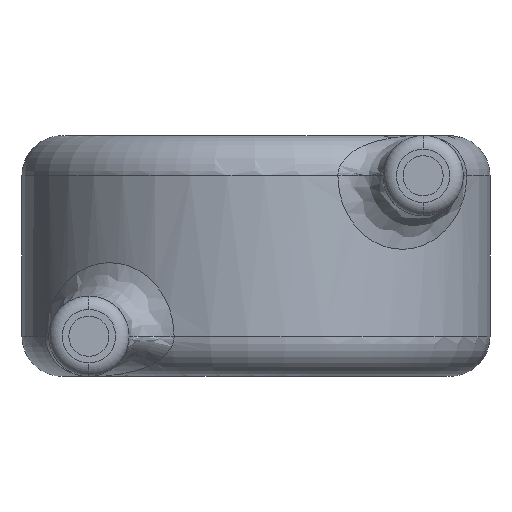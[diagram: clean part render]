
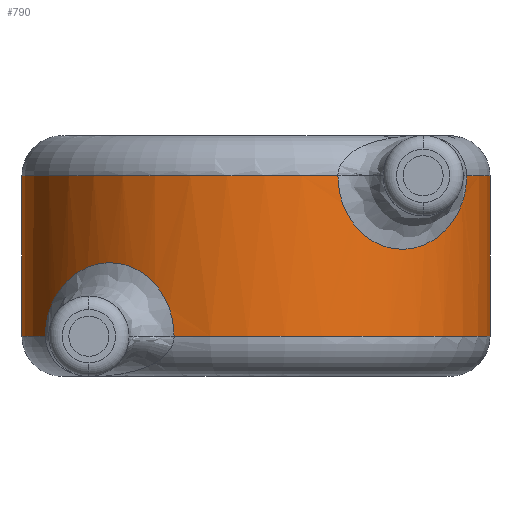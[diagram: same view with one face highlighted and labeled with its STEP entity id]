
A CAD part, front view. The second image highlights one B-rep face of the part: STEP entity #790.
In plain terms, the highlighted cylindrical face has radius 3.5 mm (diameter 7 mm), a partial arc.
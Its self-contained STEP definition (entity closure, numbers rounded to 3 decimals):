
#12 = CARTESIAN_POINT ( 'NONE',  ( -3.095, 3.864, -0.826 ) ) ;
#17 = CARTESIAN_POINT ( 'NONE',  ( -1.256, 2.232, -0.881 ) ) ;
#23 = CARTESIAN_POINT ( 'NONE',  ( 2.061, 2.667, 0.099 ) ) ;
#43 = DIRECTION ( 'NONE',  ( 0., 0., -1. ) ) ;
#63 = ORIENTED_EDGE ( 'NONE', *, *, #974, .T. ) ;
#69 = DIRECTION ( 'NONE',  ( 0., 0., -1. ) ) ;
#75 = DIRECTION ( 'NONE',  ( 0., 0., 1. ) ) ;
#81 = CYLINDRICAL_SURFACE ( 'NONE', #1149, 3.5 ) ;
#115 = CARTESIAN_POINT ( 'NONE',  ( -2.962, 3.631, -0.535 ) ) ;
#120 = CARTESIAN_POINT ( 'NONE',  ( -1.225, 2.221, -1.2 ) ) ;
#125 = CARTESIAN_POINT ( 'NONE',  ( 1.678, 2.426, 0.253 ) ) ;
#127 = VERTEX_POINT ( 'NONE', #998 ) ;
#132 = LINE ( 'NONE', #203, #383 ) ;
#163 = EDGE_CURVE ( 'NONE', #349, #206, #259, .T. ) ;
#194 = CIRCLE ( 'NONE', #1231, 3.5 ) ;
#197 = ORIENTED_EDGE ( 'NONE', *, *, #236, .T. ) ;
#203 = CARTESIAN_POINT ( 'NONE',  ( -3.5, 5.5, 1.8 ) ) ;
#206 = VERTEX_POINT ( 'NONE', #490 ) ;
#218 = CARTESIAN_POINT ( 'NONE',  ( -2.728, 3.303, -0.282 ) ) ;
#223 = CARTESIAN_POINT ( 'NONE',  ( 3.114, 3.903, 0.895 ) ) ;
#226 = CARTESIAN_POINT ( 'NONE',  ( 0., 5.5, 1.2 ) ) ;
#228 = CARTESIAN_POINT ( 'NONE',  ( 1.374, 2.28, 0.591 ) ) ;
#236 = EDGE_CURVE ( 'NONE', #1157, #870, #194, .T. ) ;
#259 = CIRCLE ( 'NONE', #526, 3.5 ) ;
#261 = CIRCLE ( 'NONE', #500, 3.5 ) ;
#300 = ORIENTED_EDGE ( 'NONE', *, *, #883, .T. ) ;
#305 = DIRECTION ( 'NONE',  ( 0., 0., -1. ) ) ;
#311 = ORIENTED_EDGE ( 'NONE', *, *, #1070, .T. ) ;
#320 = CARTESIAN_POINT ( 'NONE',  ( 3.15, 3.974, 1.2 ) ) ;
#321 = CARTESIAN_POINT ( 'NONE',  ( -2.425, 2.972, -0.125 ) ) ;
#326 = CARTESIAN_POINT ( 'NONE',  ( 3.024, 3.735, 0.639 ) ) ;
#331 = DIRECTION ( 'NONE',  ( 1., 0., 0. ) ) ;
#332 = CARTESIAN_POINT ( 'NONE',  ( 1.225, 2.221, 1.04 ) ) ;
#341 = B_SPLINE_CURVE_WITH_KNOTS ( 'NONE', 3,
 ( #320, #635, #850, #223, #952, #326, #1060, #442, #1168, #540, #1275, #639, #23, #750, #125, #853, #228, #957, #332, #1065 ),
 .UNSPECIFIED., .F., .F.,
 ( 4, 2, 2, 2, 2, 2, 2, 2, 2, 4 ),
 ( 0., 0., 0., 0.001, 0.001, 0.002, 0.002, 0.003, 0.003, 0.004 ),
 .UNSPECIFIED. ) ;
#349 = VERTEX_POINT ( 'NONE', #941 ) ;
#359 = VECTOR ( 'NONE', #1256, 1000. ) ;
#383 = VECTOR ( 'NONE', #305, 1000. ) ;
#392 = VERTEX_POINT ( 'NONE', #1233 ) ;
#438 = CARTESIAN_POINT ( 'NONE',  ( -2.061, 2.667, -0.099 ) ) ;
#439 = DIRECTION ( 'NONE',  ( 0., 0., 1. ) ) ;
#442 = CARTESIAN_POINT ( 'NONE',  ( 2.814, 3.414, 0.356 ) ) ;
#488 = VERTEX_POINT ( 'NONE', #1027 ) ;
#490 = CARTESIAN_POINT ( 'NONE',  ( 3.15, 3.974, 1.2 ) ) ;
#500 = AXIS2_PLACEMENT_3D ( 'NONE', #1056, #439, #1165 ) ;
#514 = EDGE_CURVE ( 'NONE', #392, #763, #1343, .T. ) ;
#523 = CARTESIAN_POINT ( 'NONE',  ( -3.15, 3.974, -1.12 ) ) ;
#526 = AXIS2_PLACEMENT_3D ( 'NONE', #697, #69, #802 ) ;
#533 = CARTESIAN_POINT ( 'NONE',  ( -1.678, 2.426, -0.253 ) ) ;
#540 = CARTESIAN_POINT ( 'NONE',  ( 2.534, 3.082, 0.166 ) ) ;
#623 = CARTESIAN_POINT ( 'NONE',  ( 3.5, 5.5, 1.8 ) ) ;
#630 = CARTESIAN_POINT ( 'NONE',  ( -3.114, 3.903, -0.895 ) ) ;
#634 = FACE_OUTER_BOUND ( 'NONE', #1274, .T. ) ;
#635 = CARTESIAN_POINT ( 'NONE',  ( 3.15, 3.974, 1.12 ) ) ;
#636 = CARTESIAN_POINT ( 'NONE',  ( -1.374, 2.28, -0.591 ) ) ;
#639 = CARTESIAN_POINT ( 'NONE',  ( 2.19, 2.765, 0.092 ) ) ;
#667 = CARTESIAN_POINT ( 'NONE',  ( 0., 5.5, 1.8 ) ) ;
#697 = CARTESIAN_POINT ( 'NONE',  ( 0., 5.5, 1.2 ) ) ;
#707 = CARTESIAN_POINT ( 'NONE',  ( 0., 5.5, -1.2 ) ) ;
#720 = B_SPLINE_CURVE_WITH_KNOTS ( 'NONE', 3,
 ( #1156, #523, #1264, #630, #12, #738, #115, #843, #218, #948, #321, #1053, #438, #1162, #533, #1269, #636, #17, #743, #120 ),
 .UNSPECIFIED., .F., .F.,
 ( 4, 2, 2, 2, 2, 2, 2, 2, 2, 4 ),
 ( 0., 0., 0., 0.001, 0.001, 0.002, 0.002, 0.003, 0.003, 0.004 ),
 .UNSPECIFIED. ) ;
#738 = CARTESIAN_POINT ( 'NONE',  ( -3.024, 3.735, -0.639 ) ) ;
#743 = CARTESIAN_POINT ( 'NONE',  ( -1.225, 2.221, -1.04 ) ) ;
#750 = CARTESIAN_POINT ( 'NONE',  ( 1.805, 2.497, 0.179 ) ) ;
#763 = VERTEX_POINT ( 'NONE', #765 ) ;
#765 = CARTESIAN_POINT ( 'NONE',  ( -3.5, 5.5, 1.2 ) ) ;
#790 = ADVANCED_FACE ( 'NONE', ( #634 ), #81, .T. ) ;
#802 = DIRECTION ( 'NONE',  ( 1., 0., 0. ) ) ;
#808 = DIRECTION ( 'NONE',  ( 1., 0., 0. ) ) ;
#835 = EDGE_CURVE ( 'NONE', #349, #870, #878, .T. ) ;
#842 = CARTESIAN_POINT ( 'NONE',  ( 3.5, 5.5, -1.2 ) ) ;
#843 = CARTESIAN_POINT ( 'NONE',  ( -2.814, 3.414, -0.356 ) ) ;
#850 = CARTESIAN_POINT ( 'NONE',  ( 3.142, 3.958, 1.041 ) ) ;
#853 = CARTESIAN_POINT ( 'NONE',  ( 1.462, 2.318, 0.46 ) ) ;
#870 = VERTEX_POINT ( 'NONE', #842 ) ;
#878 = LINE ( 'NONE', #623, #359 ) ;
#883 = EDGE_CURVE ( 'NONE', #206, #392, #341, .T. ) ;
#897 = AXIS2_PLACEMENT_3D ( 'NONE', #226, #954, #331 ) ;
#920 = ORIENTED_EDGE ( 'NONE', *, *, #514, .T. ) ;
#941 = CARTESIAN_POINT ( 'NONE',  ( 3.5, 5.5, 1.2 ) ) ;
#948 = CARTESIAN_POINT ( 'NONE',  ( -2.534, 3.082, -0.166 ) ) ;
#952 = CARTESIAN_POINT ( 'NONE',  ( 3.095, 3.864, 0.826 ) ) ;
#954 = DIRECTION ( 'NONE',  ( 0., 0., -1. ) ) ;
#957 = CARTESIAN_POINT ( 'NONE',  ( 1.256, 2.232, 0.881 ) ) ;
#974 = EDGE_CURVE ( 'NONE', #488, #127, #261, .T. ) ;
#979 = DIRECTION ( 'NONE',  ( -1., 0., 0. ) ) ;
#998 = CARTESIAN_POINT ( 'NONE',  ( -3.15, 3.974, -1.2 ) ) ;
#1027 = CARTESIAN_POINT ( 'NONE',  ( -3.5, 5.5, -1.2 ) ) ;
#1053 = CARTESIAN_POINT ( 'NONE',  ( -2.19, 2.765, -0.092 ) ) ;
#1056 = CARTESIAN_POINT ( 'NONE',  ( 0., 5.5, -1.2 ) ) ;
#1060 = CARTESIAN_POINT ( 'NONE',  ( 2.962, 3.631, 0.535 ) ) ;
#1065 = CARTESIAN_POINT ( 'NONE',  ( 1.225, 2.221, 1.2 ) ) ;
#1070 = EDGE_CURVE ( 'NONE', #763, #488, #132, .T. ) ;
#1149 = AXIS2_PLACEMENT_3D ( 'NONE', #667, #43, #979 ) ;
#1156 = CARTESIAN_POINT ( 'NONE',  ( -3.15, 3.974, -1.2 ) ) ;
#1157 = VERTEX_POINT ( 'NONE', #1263 ) ;
#1162 = CARTESIAN_POINT ( 'NONE',  ( -1.805, 2.497, -0.179 ) ) ;
#1165 = DIRECTION ( 'NONE',  ( 1., 0., 0. ) ) ;
#1168 = CARTESIAN_POINT ( 'NONE',  ( 2.728, 3.303, 0.282 ) ) ;
#1231 = AXIS2_PLACEMENT_3D ( 'NONE', #707, #75, #808 ) ;
#1233 = CARTESIAN_POINT ( 'NONE',  ( 1.225, 2.221, 1.2 ) ) ;
#1255 = ORIENTED_EDGE ( 'NONE', *, *, #835, .F. ) ;
#1256 = DIRECTION ( 'NONE',  ( 0., 0., -1. ) ) ;
#1263 = CARTESIAN_POINT ( 'NONE',  ( -1.225, 2.221, -1.2 ) ) ;
#1264 = CARTESIAN_POINT ( 'NONE',  ( -3.142, 3.958, -1.041 ) ) ;
#1269 = CARTESIAN_POINT ( 'NONE',  ( -1.462, 2.318, -0.46 ) ) ;
#1274 = EDGE_LOOP ( 'NONE', ( #1255, #1304, #300, #920, #311, #63, #1302, #197 ) ) ;
#1275 = CARTESIAN_POINT ( 'NONE',  ( 2.425, 2.972, 0.125 ) ) ;
#1302 = ORIENTED_EDGE ( 'NONE', *, *, #1339, .T. ) ;
#1304 = ORIENTED_EDGE ( 'NONE', *, *, #163, .T. ) ;
#1339 = EDGE_CURVE ( 'NONE', #127, #1157, #720, .T. ) ;
#1343 = CIRCLE ( 'NONE', #897, 3.5 ) ;
